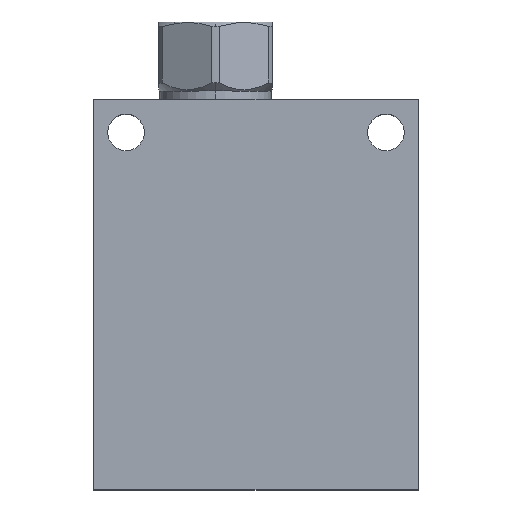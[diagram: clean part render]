
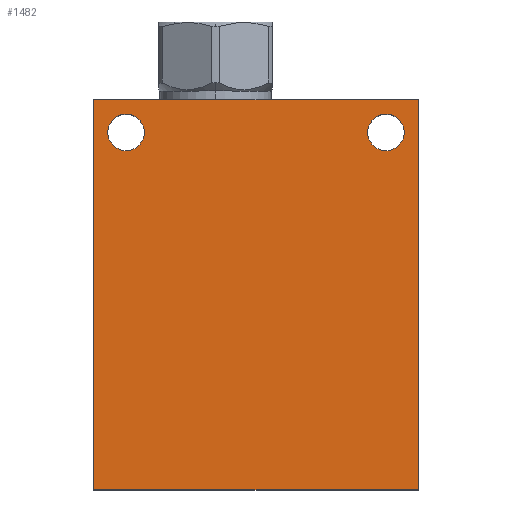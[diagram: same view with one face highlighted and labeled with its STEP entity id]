
A CAD part, top view. The second image highlights one B-rep face of the part: STEP entity #1482.
In plain terms, the highlighted planar face has unit normal (0, 0, 1).
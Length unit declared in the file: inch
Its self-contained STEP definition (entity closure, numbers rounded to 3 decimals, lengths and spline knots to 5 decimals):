
#93=DIRECTION('',(0.,-1.,0.));
#94=VECTOR('',#93,3.);
#95=CARTESIAN_POINT('',(0.,0.,1.25));
#96=LINE('',#95,#94);
#97=DIRECTION('',(-1.,0.,0.));
#98=VECTOR('',#97,2.5);
#99=CARTESIAN_POINT('',(2.5,0.,1.25));
#100=LINE('',#99,#98);
#101=DIRECTION('',(0.,1.,0.));
#102=VECTOR('',#101,3.);
#103=CARTESIAN_POINT('',(2.5,-3.,1.25));
#104=LINE('',#103,#102);
#105=DIRECTION('',(1.,0.,0.));
#106=VECTOR('',#105,2.5);
#107=CARTESIAN_POINT('',(0.,-3.,1.25));
#108=LINE('',#107,#106);
#109=CARTESIAN_POINT('',(0.25,-0.25,1.25));
#110=DIRECTION('',(0.,0.,-1.));
#111=DIRECTION('',(-1.,0.,0.));
#112=AXIS2_PLACEMENT_3D('',#109,#110,#111);
#114=CARTESIAN_POINT('',(0.25,-0.25,1.25));
#115=DIRECTION('',(0.,0.,-1.));
#116=DIRECTION('',(1.,0.,0.));
#117=AXIS2_PLACEMENT_3D('',#114,#115,#116);
#119=CARTESIAN_POINT('',(2.25,-0.25,1.25));
#120=DIRECTION('',(0.,0.,-1.));
#121=DIRECTION('',(-1.,0.,0.));
#122=AXIS2_PLACEMENT_3D('',#119,#120,#121);
#124=CARTESIAN_POINT('',(2.25,-0.25,1.25));
#125=DIRECTION('',(0.,0.,-1.));
#126=DIRECTION('',(1.,0.,0.));
#127=AXIS2_PLACEMENT_3D('',#124,#125,#126);
#1193=CARTESIAN_POINT('',(0.,0.,1.25));
#1194=CARTESIAN_POINT('',(0.,-3.,1.25));
#1195=VERTEX_POINT('',#1193);
#1196=VERTEX_POINT('',#1194);
#1197=CARTESIAN_POINT('',(2.5,-3.,1.25));
#1198=VERTEX_POINT('',#1197);
#1199=CARTESIAN_POINT('',(2.5,0.,1.25));
#1200=VERTEX_POINT('',#1199);
#1205=CARTESIAN_POINT('',(0.1095,-0.25,1.25));
#1206=CARTESIAN_POINT('',(0.3905,-0.25,1.25));
#1207=VERTEX_POINT('',#1205);
#1208=VERTEX_POINT('',#1206);
#1213=CARTESIAN_POINT('',(2.1095,-0.25,1.25));
#1214=CARTESIAN_POINT('',(2.3905,-0.25,1.25));
#1215=VERTEX_POINT('',#1213);
#1216=VERTEX_POINT('',#1214);
#1459=CARTESIAN_POINT('',(0.,0.,1.25));
#1460=DIRECTION('',(0.,0.,1.));
#1461=DIRECTION('',(1.,0.,0.));
#1462=AXIS2_PLACEMENT_3D('',#1459,#1460,#1461);
#1463=PLANE('',#1462);
#1464=ORIENTED_EDGE('',*,*,#1387,.F.);
#1465=ORIENTED_EDGE('',*,*,#1408,.F.);
#1466=ORIENTED_EDGE('',*,*,#1428,.F.);
#1467=ORIENTED_EDGE('',*,*,#1447,.F.);
#1468=EDGE_LOOP('',(#1464,#1465,#1466,#1467));
#1469=FACE_OUTER_BOUND('',#1468,.F.);
#1471=ORIENTED_EDGE('',*,*,#1470,.F.);
#1473=ORIENTED_EDGE('',*,*,#1472,.F.);
#1474=EDGE_LOOP('',(#1471,#1473));
#1475=FACE_BOUND('',#1474,.F.);
#1477=ORIENTED_EDGE('',*,*,#1476,.F.);
#1479=ORIENTED_EDGE('',*,*,#1478,.F.);
#1480=EDGE_LOOP('',(#1477,#1479));
#1481=FACE_BOUND('',#1480,.F.);
#1482=ADVANCED_FACE('',(#1469,#1475,#1481),#1463,.T.);
#113=CIRCLE('',#112,0.1405);
#118=CIRCLE('',#117,0.1405);
#123=CIRCLE('',#122,0.1405);
#128=CIRCLE('',#127,0.1405);
#1387=EDGE_CURVE('',#1195,#1196,#96,.T.);
#1408=EDGE_CURVE('',#1200,#1195,#100,.T.);
#1428=EDGE_CURVE('',#1198,#1200,#104,.T.);
#1447=EDGE_CURVE('',#1196,#1198,#108,.T.);
#1470=EDGE_CURVE('',#1207,#1208,#113,.T.);
#1472=EDGE_CURVE('',#1208,#1207,#118,.T.);
#1476=EDGE_CURVE('',#1215,#1216,#123,.T.);
#1478=EDGE_CURVE('',#1216,#1215,#128,.T.);
